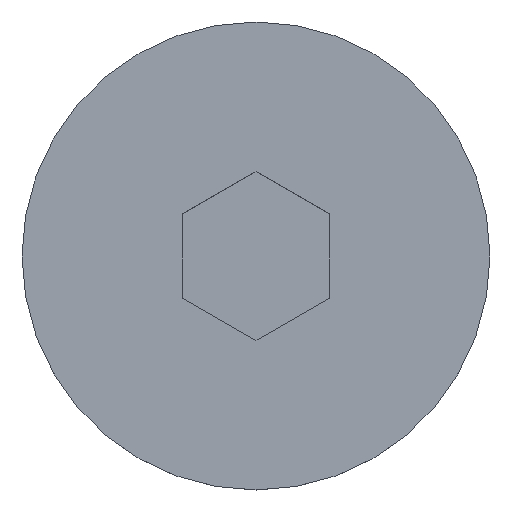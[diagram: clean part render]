
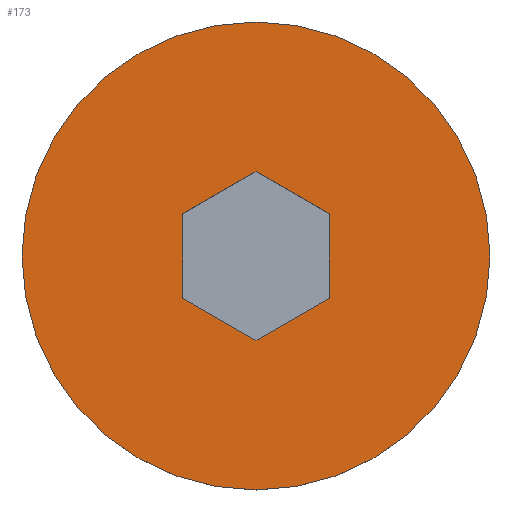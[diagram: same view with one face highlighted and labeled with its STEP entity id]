
A CAD part, top view. The second image highlights one B-rep face of the part: STEP entity #173.
In plain terms, the highlighted planar face has unit normal (0, 0, 1).
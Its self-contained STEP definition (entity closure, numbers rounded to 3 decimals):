
#2 = CARTESIAN_POINT ( 'NONE',  ( 1.25, -0.722, 0. ) ) ;
#8 = ORIENTED_EDGE ( 'NONE', *, *, #38, .T. ) ;
#26 = CARTESIAN_POINT ( 'NONE',  ( 1.25, -0.722, 0. ) ) ;
#28 = DIRECTION ( 'NONE',  ( 1., 0., 0. ) ) ;
#30 = EDGE_CURVE ( 'NONE', #114, #501, #61, .T. ) ;
#32 = VECTOR ( 'NONE', #323, 1000. ) ;
#33 = ORIENTED_EDGE ( 'NONE', *, *, #357, .T. ) ;
#38 = EDGE_CURVE ( 'NONE', #93, #247, #162, .T. ) ;
#51 = EDGE_CURVE ( 'NONE', #189, #347, #449, .T. ) ;
#54 = ORIENTED_EDGE ( 'NONE', *, *, #147, .T. ) ;
#56 = CARTESIAN_POINT ( 'NONE',  ( 1.25, 0.722, 0. ) ) ;
#59 = FACE_OUTER_BOUND ( 'NONE', #382, .T. ) ;
#61 = LINE ( 'NONE', #414, #267 ) ;
#74 = ORIENTED_EDGE ( 'NONE', *, *, #324, .T. ) ;
#89 = DIRECTION ( 'NONE',  ( 0., 1., 0. ) ) ;
#93 = VERTEX_POINT ( 'NONE', #377 ) ;
#96 = DIRECTION ( 'NONE',  ( -0.866, 0.5, 0. ) ) ;
#97 = LINE ( 'NONE', #2, #175 ) ;
#106 = LINE ( 'NONE', #365, #409 ) ;
#108 = VERTEX_POINT ( 'NONE', #26 ) ;
#114 = VERTEX_POINT ( 'NONE', #269 ) ;
#115 = CARTESIAN_POINT ( 'NONE',  ( 1.25, 0.722, 0. ) ) ;
#121 = AXIS2_PLACEMENT_3D ( 'NONE', #312, #454, #233 ) ;
#129 = AXIS2_PLACEMENT_3D ( 'NONE', #451, #232, #28 ) ;
#133 = DIRECTION ( 'NONE',  ( 0.866, -0.5, 0. ) ) ;
#138 = PLANE ( 'NONE',  #129 ) ;
#146 = VECTOR ( 'NONE', #133, 1000. ) ;
#147 = EDGE_CURVE ( 'NONE', #297, #114, #280, .T. ) ;
#162 = LINE ( 'NONE', #56, #146 ) ;
#163 = CARTESIAN_POINT ( 'NONE',  ( 0., -1.443, 0. ) ) ;
#173 = ADVANCED_FACE ( 'NONE', ( #188, #59 ), #138, .T. ) ;
#175 = VECTOR ( 'NONE', #255, 1000. ) ;
#188 = FACE_BOUND ( 'NONE', #356, .T. ) ;
#189 = VERTEX_POINT ( 'NONE', #244 ) ;
#197 = ORIENTED_EDGE ( 'NONE', *, *, #217, .T. ) ;
#207 = AXIS2_PLACEMENT_3D ( 'NONE', #404, #213, #436 ) ;
#213 = DIRECTION ( 'NONE',  ( 0., 0., -1. ) ) ;
#217 = EDGE_CURVE ( 'NONE', #247, #108, #396, .T. ) ;
#232 = DIRECTION ( 'NONE',  ( 0., 0., 1. ) ) ;
#233 = DIRECTION ( 'NONE',  ( 1., 0., 0. ) ) ;
#237 = VECTOR ( 'NONE', #96, 1000. ) ;
#239 = ORIENTED_EDGE ( 'NONE', *, *, #30, .T. ) ;
#244 = CARTESIAN_POINT ( 'NONE',  ( -4., 0., 0. ) ) ;
#247 = VERTEX_POINT ( 'NONE', #115 ) ;
#255 = DIRECTION ( 'NONE',  ( -0.866, -0.5, 0. ) ) ;
#267 = VECTOR ( 'NONE', #89, 1000. ) ;
#269 = CARTESIAN_POINT ( 'NONE',  ( -1.25, -0.722, 0. ) ) ;
#280 = LINE ( 'NONE', #342, #237 ) ;
#286 = CARTESIAN_POINT ( 'NONE',  ( 1.25, -0.722, 0. ) ) ;
#297 = VERTEX_POINT ( 'NONE', #163 ) ;
#301 = EDGE_CURVE ( 'NONE', #347, #189, #505, .T. ) ;
#312 = CARTESIAN_POINT ( 'NONE',  ( 0., 0., 0. ) ) ;
#323 = DIRECTION ( 'NONE',  ( 0., -1., 0. ) ) ;
#324 = EDGE_CURVE ( 'NONE', #501, #93, #106, .T. ) ;
#329 = DIRECTION ( 'NONE',  ( 0.866, 0.5, 0. ) ) ;
#342 = CARTESIAN_POINT ( 'NONE',  ( -1.25, -0.722, 0. ) ) ;
#347 = VERTEX_POINT ( 'NONE', #481 ) ;
#356 = EDGE_LOOP ( 'NONE', ( #197, #33, #54, #239, #74, #8 ) ) ;
#357 = EDGE_CURVE ( 'NONE', #108, #297, #97, .T. ) ;
#365 = CARTESIAN_POINT ( 'NONE',  ( 0., 1.443, 0. ) ) ;
#377 = CARTESIAN_POINT ( 'NONE',  ( 0., 1.443, 0. ) ) ;
#382 = EDGE_LOOP ( 'NONE', ( #476, #462 ) ) ;
#396 = LINE ( 'NONE', #286, #32 ) ;
#404 = CARTESIAN_POINT ( 'NONE',  ( 0., 0., 0. ) ) ;
#409 = VECTOR ( 'NONE', #329, 1000. ) ;
#414 = CARTESIAN_POINT ( 'NONE',  ( -1.25, 0.722, 0. ) ) ;
#436 = DIRECTION ( 'NONE',  ( 1., 0., 0. ) ) ;
#449 = CIRCLE ( 'NONE', #121, 4. ) ;
#451 = CARTESIAN_POINT ( 'NONE',  ( 2., 0., 0. ) ) ;
#454 = DIRECTION ( 'NONE',  ( 0., 0., -1. ) ) ;
#462 = ORIENTED_EDGE ( 'NONE', *, *, #51, .F. ) ;
#476 = ORIENTED_EDGE ( 'NONE', *, *, #301, .F. ) ;
#481 = CARTESIAN_POINT ( 'NONE',  ( 4., 0., 0. ) ) ;
#492 = CARTESIAN_POINT ( 'NONE',  ( -1.25, 0.722, 0. ) ) ;
#501 = VERTEX_POINT ( 'NONE', #492 ) ;
#505 = CIRCLE ( 'NONE', #207, 4. ) ;
